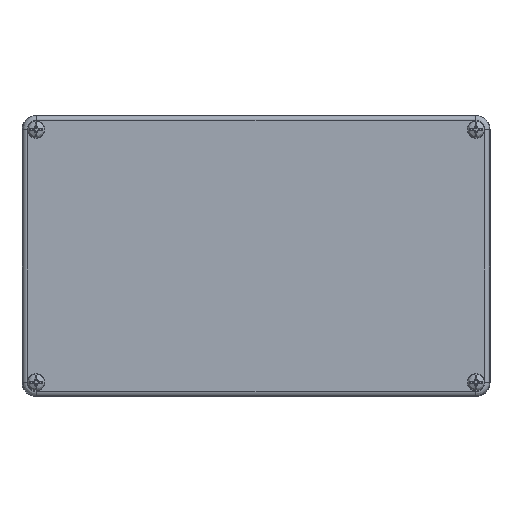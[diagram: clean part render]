
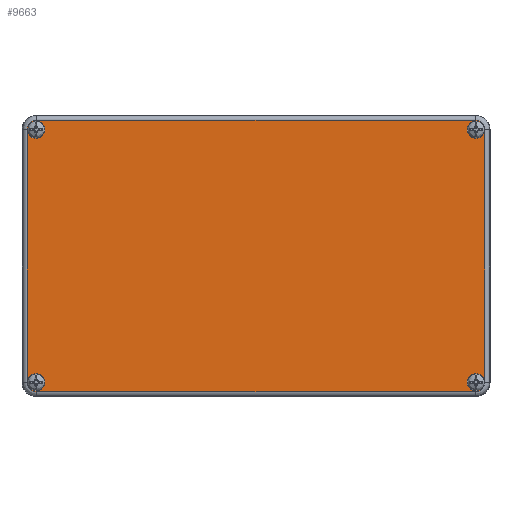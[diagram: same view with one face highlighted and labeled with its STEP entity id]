
A CAD part, top view. The second image highlights one B-rep face of the part: STEP entity #9663.
In plain terms, the highlighted face is planar.
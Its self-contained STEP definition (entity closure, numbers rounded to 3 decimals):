
#117=ELLIPSE('',#10556,4.001,4.);
#119=ELLIPSE('',#10561,4.001,4.);
#121=ELLIPSE('',#10566,4.001,4.);
#123=ELLIPSE('',#10570,4.001,4.);
#193=FACE_BOUND('',#2981,.T.);
#194=FACE_BOUND('',#2982,.T.);
#195=FACE_BOUND('',#2983,.T.);
#196=FACE_BOUND('',#2984,.T.);
#592=PLANE('',#10577);
#1089=LINE('',#16080,#1637);
#1092=LINE('',#16124,#1640);
#1094=LINE('',#16165,#1642);
#1096=LINE('',#16206,#1644);
#1637=VECTOR('',#12376,108.);
#1640=VECTOR('',#12391,187.541);
#1642=VECTOR('',#12403,108.);
#1644=VECTOR('',#12415,187.541);
#2324=FACE_OUTER_BOUND('',#2980,.T.);
#2980=EDGE_LOOP('',(#7323,#7324,#7325,#7326,#7327,#7328,#7329,#7330));
#2981=EDGE_LOOP('',(#7331));
#2982=EDGE_LOOP('',(#7332));
#2983=EDGE_LOOP('',(#7333));
#2984=EDGE_LOOP('',(#7334));
#3912=CIRCLE('',#10578,3.75);
#3913=CIRCLE('',#10579,3.75);
#3914=CIRCLE('',#10580,3.75);
#3915=CIRCLE('',#10581,3.75);
#4525=VERTEX_POINT('',#16077);
#4526=VERTEX_POINT('',#16079);
#4528=VERTEX_POINT('',#16114);
#4530=VERTEX_POINT('',#16120);
#4532=VERTEX_POINT('',#16155);
#4534=VERTEX_POINT('',#16161);
#4536=VERTEX_POINT('',#16196);
#4538=VERTEX_POINT('',#16202);
#4545=VERTEX_POINT('',#16258);
#4546=VERTEX_POINT('',#16260);
#4547=VERTEX_POINT('',#16262);
#4548=VERTEX_POINT('',#16264);
#5602=EDGE_CURVE('',#4525,#4526,#1089,.T.);
#5607=EDGE_CURVE('',#4526,#4528,#117,.T.);
#5610=EDGE_CURVE('',#4528,#4530,#1092,.T.);
#5613=EDGE_CURVE('',#4530,#4532,#119,.T.);
#5616=EDGE_CURVE('',#4532,#4534,#1094,.T.);
#5619=EDGE_CURVE('',#4534,#4536,#121,.T.);
#5622=EDGE_CURVE('',#4536,#4538,#1096,.T.);
#5624=EDGE_CURVE('',#4538,#4525,#123,.T.);
#5634=EDGE_CURVE('',#4545,#4545,#3912,.T.);
#5635=EDGE_CURVE('',#4546,#4546,#3913,.T.);
#5636=EDGE_CURVE('',#4547,#4547,#3914,.T.);
#5637=EDGE_CURVE('',#4548,#4548,#3915,.T.);
#7323=ORIENTED_EDGE('',*,*,#5602,.F.);
#7324=ORIENTED_EDGE('',*,*,#5624,.F.);
#7325=ORIENTED_EDGE('',*,*,#5622,.F.);
#7326=ORIENTED_EDGE('',*,*,#5619,.F.);
#7327=ORIENTED_EDGE('',*,*,#5616,.F.);
#7328=ORIENTED_EDGE('',*,*,#5613,.F.);
#7329=ORIENTED_EDGE('',*,*,#5610,.F.);
#7330=ORIENTED_EDGE('',*,*,#5607,.F.);
#7331=ORIENTED_EDGE('',*,*,#5634,.T.);
#7332=ORIENTED_EDGE('',*,*,#5635,.T.);
#7333=ORIENTED_EDGE('',*,*,#5636,.T.);
#7334=ORIENTED_EDGE('',*,*,#5637,.T.);
#9663=ADVANCED_FACE('',(#2324,#193,#194,#195,#196),#592,.T.);
#10556=AXIS2_PLACEMENT_3D('',#16118,#12384,#12385);
#10561=AXIS2_PLACEMENT_3D('',#16159,#12396,#12397);
#10566=AXIS2_PLACEMENT_3D('',#16200,#12408,#12409);
#10570=AXIS2_PLACEMENT_3D('',#16238,#12418,#12419);
#10577=AXIS2_PLACEMENT_3D('',#16257,#12439,#12440);
#10578=AXIS2_PLACEMENT_3D('',#16259,#12441,#12442);
#10579=AXIS2_PLACEMENT_3D('',#16261,#12443,#12444);
#10580=AXIS2_PLACEMENT_3D('',#16263,#12445,#12446);
#10581=AXIS2_PLACEMENT_3D('',#16265,#12447,#12448);
#12376=DIRECTION('',(0.,0.,-1.));
#12384=DIRECTION('center_axis',(0.,-1.,0.));
#12385=DIRECTION('ref_axis',(-1.,0.,0.));
#12391=DIRECTION('',(1.,0.,0.));
#12396=DIRECTION('center_axis',(0.,-1.,0.));
#12397=DIRECTION('ref_axis',(1.,0.,0.));
#12403=DIRECTION('',(0.,0.,1.));
#12408=DIRECTION('center_axis',(0.,-1.,0.));
#12409=DIRECTION('ref_axis',(1.,0.,0.));
#12415=DIRECTION('',(-1.,0.,0.));
#12418=DIRECTION('center_axis',(0.,-1.,0.));
#12419=DIRECTION('ref_axis',(-1.,0.,0.));
#12439=DIRECTION('center_axis',(0.,1.,0.));
#12440=DIRECTION('ref_axis',(0.,0.,1.));
#12441=DIRECTION('center_axis',(0.,-1.,0.));
#12442=DIRECTION('ref_axis',(0.,0.,1.));
#12443=DIRECTION('center_axis',(0.,-1.,0.));
#12444=DIRECTION('ref_axis',(0.,0.,-1.));
#12445=DIRECTION('center_axis',(0.,-1.,0.));
#12446=DIRECTION('ref_axis',(0.,0.,1.));
#12447=DIRECTION('center_axis',(0.,-1.,0.));
#12448=DIRECTION('ref_axis',(0.,0.,-1.));
#16077=CARTESIAN_POINT('',(-97.771,15.1,54.));
#16079=CARTESIAN_POINT('',(-97.771,15.1,-54.));
#16080=CARTESIAN_POINT('',(-97.771,15.1,0.));
#16114=CARTESIAN_POINT('',(-93.77,15.1,-58.));
#16118=CARTESIAN_POINT('Origin',(-93.77,15.1,-54.));
#16120=CARTESIAN_POINT('',(93.77,15.1,-58.));
#16124=CARTESIAN_POINT('',(-50.,15.1,-58.));
#16155=CARTESIAN_POINT('',(97.771,15.1,-54.));
#16159=CARTESIAN_POINT('Origin',(93.77,15.1,-54.));
#16161=CARTESIAN_POINT('',(97.771,15.1,54.));
#16165=CARTESIAN_POINT('',(97.771,15.1,0.));
#16196=CARTESIAN_POINT('',(93.77,15.1,58.));
#16200=CARTESIAN_POINT('Origin',(93.77,15.1,54.));
#16202=CARTESIAN_POINT('',(-93.77,15.1,58.));
#16206=CARTESIAN_POINT('',(-50.,15.1,58.));
#16238=CARTESIAN_POINT('Origin',(-93.77,15.1,54.));
#16257=CARTESIAN_POINT('Origin',(-100.,15.1,0.));
#16258=CARTESIAN_POINT('',(-94.,15.1,-50.25));
#16259=CARTESIAN_POINT('Origin',(-94.,15.1,-54.));
#16260=CARTESIAN_POINT('',(-94.,15.1,50.25));
#16261=CARTESIAN_POINT('Origin',(-94.,15.1,54.));
#16262=CARTESIAN_POINT('',(94.,15.1,-50.25));
#16263=CARTESIAN_POINT('Origin',(94.,15.1,-54.));
#16264=CARTESIAN_POINT('',(94.,15.1,50.25));
#16265=CARTESIAN_POINT('Origin',(94.,15.1,54.));
